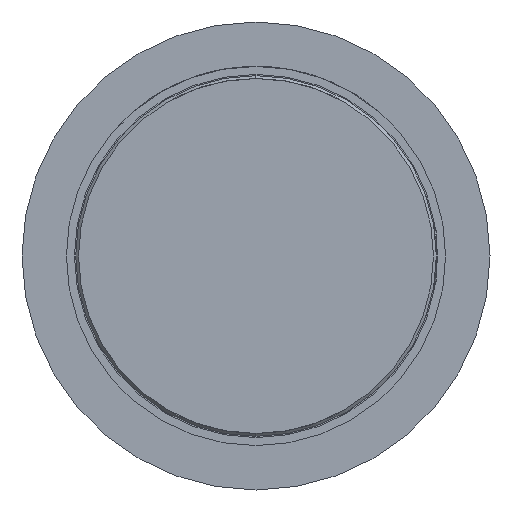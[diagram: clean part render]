
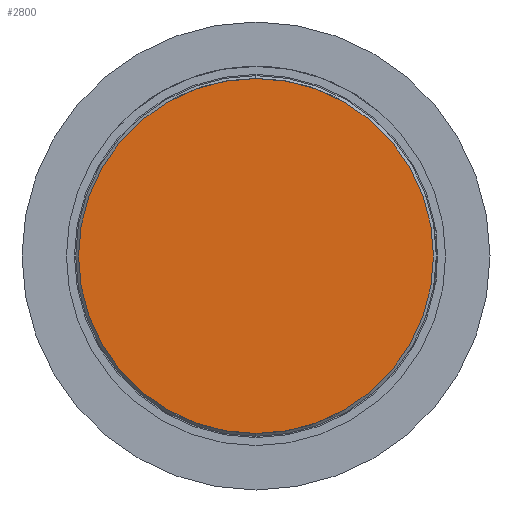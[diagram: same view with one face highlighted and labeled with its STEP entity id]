
A CAD part, front view. The second image highlights one B-rep face of the part: STEP entity #2800.
In plain terms, the highlighted planar face has unit normal (0, -1, 0).
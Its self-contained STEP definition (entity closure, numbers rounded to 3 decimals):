
#54 = FACE_OUTER_BOUND ( 'NONE', #493, .T. ) ;
#490 = EDGE_CURVE ( 'Defeature ausgef�hrt1_13+Defeature ausgef�hrt1_20+Defeature ausgef�hrt1_20+Defeature ausgef�hrt1_20', #3403, #2758, #6158, .T. ) ;
#493 = EDGE_LOOP ( 'NONE', ( #6944, #4108 ) ) ;
#557 = CIRCLE ( 'NONE', #1481, 2.2 ) ;
#1007 = DIRECTION ( 'NONE',  ( 1., 0., 0. ) ) ;
#1481 = AXIS2_PLACEMENT_3D ( 'NONE', #4374, #1649, #5484 ) ;
#1649 = DIRECTION ( 'NONE',  ( 0., -1., 0. ) ) ;
#2758 = VERTEX_POINT ( 'NONE', #4702 ) ;
#2800 = ADVANCED_FACE ( 'Defeature ausgef�hrt1_13', ( #54 ), #7011, .F. ) ;
#2904 = EDGE_CURVE ( 'Defeature ausgef�hrt1_13+Defeature ausgef�hrt1_20+Defeature ausgef�hrt1_20+Defeature ausgef�hrt1_20', #2758, #3403, #557, .T. ) ;
#3098 = AXIS2_PLACEMENT_3D ( 'NONE', #3752, #7067, #1007 ) ;
#3403 = VERTEX_POINT ( 'NONE', #3472 ) ;
#3472 = CARTESIAN_POINT ( 'NONE',  ( -2.2, 0., 0. ) ) ;
#3752 = CARTESIAN_POINT ( 'NONE',  ( 0., 0., -1.9 ) ) ;
#4108 = ORIENTED_EDGE ( 'NONE', *, *, #2904, .T. ) ;
#4374 = CARTESIAN_POINT ( 'NONE',  ( 0., 0., 0. ) ) ;
#4702 = CARTESIAN_POINT ( 'NONE',  ( 2.2, 0., 0. ) ) ;
#4803 = CARTESIAN_POINT ( 'NONE',  ( 0., 0., 0. ) ) ;
#5484 = DIRECTION ( 'NONE',  ( -1., 0., 0. ) ) ;
#5993 = DIRECTION ( 'NONE',  ( -1., 0., 0. ) ) ;
#6158 = CIRCLE ( 'NONE', #7098, 2.2 ) ;
#6464 = DIRECTION ( 'NONE',  ( 0., -1., 0. ) ) ;
#6944 = ORIENTED_EDGE ( 'NONE', *, *, #490, .T. ) ;
#7011 = PLANE ( 'NONE',  #3098 ) ;
#7067 = DIRECTION ( 'NONE',  ( 0., 1., 0. ) ) ;
#7098 = AXIS2_PLACEMENT_3D ( 'NONE', #4803, #6464, #5993 ) ;
